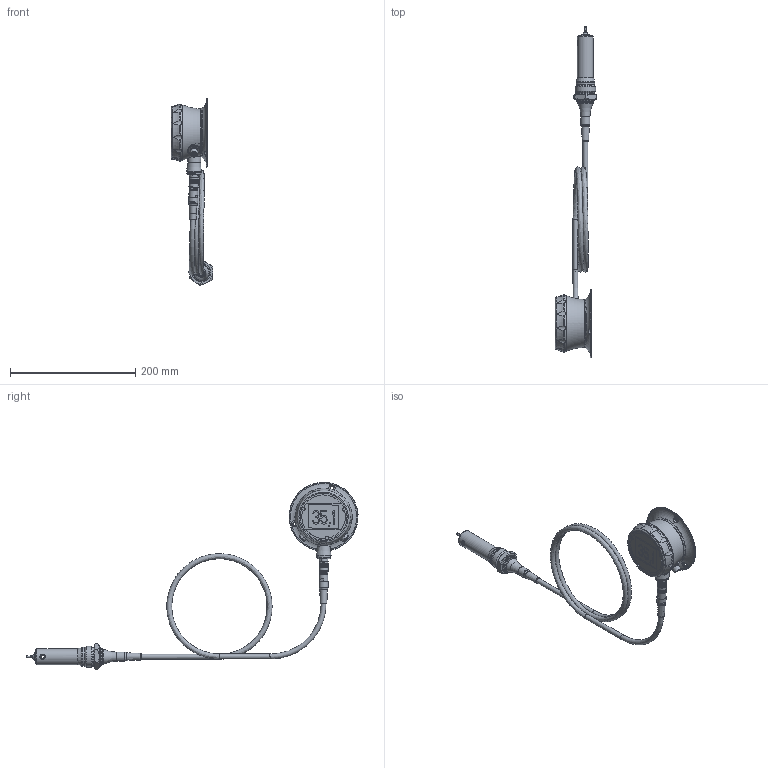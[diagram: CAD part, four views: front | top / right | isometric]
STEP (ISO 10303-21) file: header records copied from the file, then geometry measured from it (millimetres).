
FILE_DESCRIPTION( ( 'Unknown' ), '1' );
FILE_NAME( 'AFI5-A732.4002.0200.stp', 'Unknown', ( 'Unknown' ), ( 'Unknown' ), 'PSStep 15.0.49', 'Unknown', ' ' );
FILE_SCHEMA( ( 'AUTOMOTIVE_DESIGN { 1 0 10303 214 1 1 1 1 }' ) );
Length unit declared in the file: millimetre
Products named in the file (1): 11140665
Bounding box: 66.93 x 529.49 x 298.92 mm (x, y, z)
Volume: 226920.7 mm3; surface area: 137477 mm2
Topology: 1 solids, 11 shells, 776 faces, 1893 edges, 1243 vertices
Faces by surface type: plane 330, cylinder 237, cone 117, torus 74, bspline 14, sphere 4
Full cylindrical faces by diameter (mm): 1 x24, 1.25 x1, 1.64 x4, 2.3 x1, 3 x1, 3.4 x2, 3.5 x1, 5 x1, 5.1 x3, 6.5 x2, 7.709 x1, 7.75 x1, 7.8 x5, 7.9 x1, 8.3 x1, 8.4 x1, 8.75 x2, 8.97 x1, 9 x2, 9.5 x1, 10 x2, 10.2 x1, 10.29 x1, 10.5 x2, 11.3 x3, 11.741 x2, 12 x6, 12.5 x1, 13.5 x1, 13.8 x3
Entity records: 30388 total; most frequent: CARTESIAN_POINT 7782, DIRECTION 3436, ORIENTED_EDGE 2954, EDGE_CURVE 1477, AXIS2_PLACEMENT_3D 1424, EDGE_LOOP 1181, VERTEX_POINT 1098, FACE_OUTER_BOUND 961
